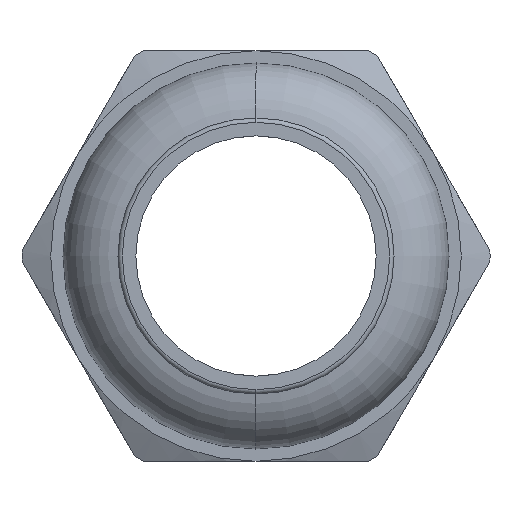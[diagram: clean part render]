
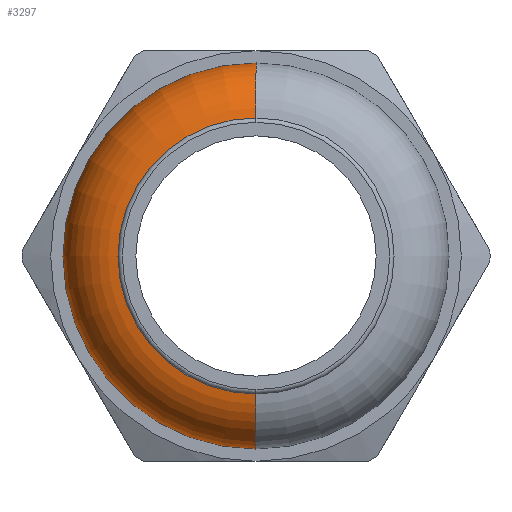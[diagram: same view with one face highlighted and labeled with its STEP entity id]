
A CAD part, left-side view. The second image highlights one B-rep face of the part: STEP entity #3297.
In plain terms, the highlighted toroidal (fillet/blend) face has major radius 7.646 mm and minor radius 3.581 mm.
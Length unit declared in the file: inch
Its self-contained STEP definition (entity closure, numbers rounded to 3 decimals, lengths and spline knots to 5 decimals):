
#2101 = CARTESIAN_POINT ( 'NONE',  ( -0.59, 0., -0.316 ) ) ;
#2102 = CARTESIAN_POINT ( 'NONE',  ( -0.4498, 0., 0.44203 ) ) ;
#2103 = CARTESIAN_POINT ( 'NONE',  ( -0.4498, 0., -0.44203 ) ) ;
#2104 = DIRECTION ( 'NONE',  ( 0., 0., 1. ) ) ;
#2105 = DIRECTION ( 'NONE',  ( 1., 0., 0. ) ) ;
#2106 = CARTESIAN_POINT ( 'NONE',  ( -0.4498, 0., 0. ) ) ;
#2107 = AXIS2_PLACEMENT_3D ( 'NONE', #2106, #2105, #2104 ) ;
#2108 = CIRCLE ( 'NONE', #2107, 0.44203 ) ;
#2109 = DIRECTION ( 'NONE',  ( 0., 0., 1. ) ) ;
#2110 = DIRECTION ( 'NONE',  ( -1., 0., 0. ) ) ;
#2111 = AXIS2_PLACEMENT_3D ( 'NONE', #2113, #2110, #2109 ) ;
#2112 = TOROIDAL_SURFACE ( 'NONE', #2111, 0.30104, 0.141 ) ;
#2113 = CARTESIAN_POINT ( 'NONE',  ( -0.4498, 0., 0. ) ) ;
#2114 = FACE_OUTER_BOUND ( 'NONE', #3298, .T. ) ;
#2131 = DIRECTION ( 'NONE',  ( 0., 0., -1. ) ) ;
#2132 = DIRECTION ( 'NONE',  ( 0., -1., 0. ) ) ;
#2133 = CARTESIAN_POINT ( 'NONE',  ( -0.4498, 0., 0.30104 ) ) ;
#2134 = AXIS2_PLACEMENT_3D ( 'NONE', #2133, #2132, #2131 ) ;
#2135 = CIRCLE ( 'NONE', #2134, 0.141 ) ;
#2136 = CARTESIAN_POINT ( 'NONE',  ( -0.59, 0., 0.316 ) ) ;
#2137 = DIRECTION ( 'NONE',  ( 0., 0., 1. ) ) ;
#2138 = DIRECTION ( 'NONE',  ( -1., 0., 0. ) ) ;
#2139 = CARTESIAN_POINT ( 'NONE',  ( -0.59, 0., 0. ) ) ;
#2140 = AXIS2_PLACEMENT_3D ( 'NONE', #2139, #2138, #2137 ) ;
#2141 = CIRCLE ( 'NONE', #2140, 0.316 ) ;
#2142 = DIRECTION ( 'NONE',  ( 0., 0., 1. ) ) ;
#2143 = DIRECTION ( 'NONE',  ( 0., 1., 0. ) ) ;
#2144 = CARTESIAN_POINT ( 'NONE',  ( -0.4498, 0., -0.30104 ) ) ;
#2145 = AXIS2_PLACEMENT_3D ( 'NONE', #2144, #2143, #2142 ) ;
#2146 = CIRCLE ( 'NONE', #2145, 0.141 ) ;
#3297 = ADVANCED_FACE ( 'NONE', ( #2114 ), #2112, .T. ) ;
#3298 = EDGE_LOOP ( 'NONE', ( #3299, #3312, #3314, #3317 ) ) ;
#3299 = ORIENTED_EDGE ( 'NONE', *, *, #3300, .F. ) ;
#3300 = EDGE_CURVE ( 'NONE', #3301, #3302, #2108, .T. ) ;
#3301 = VERTEX_POINT ( 'NONE', #2103 ) ;
#3302 = VERTEX_POINT ( 'NONE', #2102 ) ;
#3303 = VERTEX_POINT ( 'NONE', #2101 ) ;
#3312 = ORIENTED_EDGE ( 'NONE', *, *, #3313, .T. ) ;
#3313 = EDGE_CURVE ( 'NONE', #3301, #3303, #2146, .T. ) ;
#3314 = ORIENTED_EDGE ( 'NONE', *, *, #3315, .F. ) ;
#3315 = EDGE_CURVE ( 'NONE', #3316, #3303, #2141, .T. ) ;
#3316 = VERTEX_POINT ( 'NONE', #2136 ) ;
#3317 = ORIENTED_EDGE ( 'NONE', *, *, #3318, .F. ) ;
#3318 = EDGE_CURVE ( 'NONE', #3302, #3316, #2135, .T. ) ;
